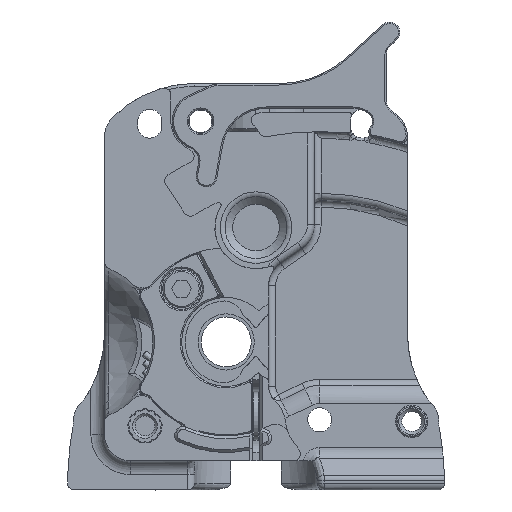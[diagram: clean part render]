
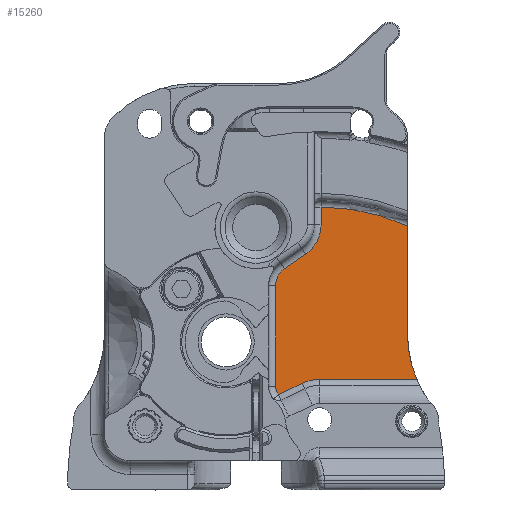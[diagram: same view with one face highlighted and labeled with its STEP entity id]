
A CAD part, left-side view. The second image highlights one B-rep face of the part: STEP entity #15260.
In plain terms, the highlighted planar face has unit normal (-1, 0, 0).
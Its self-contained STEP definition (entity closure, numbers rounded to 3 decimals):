
#568=PLANE('',#16661);
#1842=FACE_OUTER_BOUND('',#2770,.T.);
#2770=EDGE_LOOP('',(#12374,#12375,#12376,#12377,#12378,#12379,#12380,#12381,
#12382,#12383,#12384,#12385));
#3460=LINE('',#26433,#4564);
#3799=LINE('',#28904,#4903);
#3800=LINE('',#28920,#4904);
#3807=LINE('',#28964,#4911);
#3808=LINE('',#28972,#4912);
#3809=LINE('',#28980,#4913);
#4564=VECTOR('',#18377,10.);
#4903=VECTOR('',#19504,10.);
#4904=VECTOR('',#19515,10.);
#4911=VECTOR('',#19562,10.);
#4912=VECTOR('',#19573,10.);
#4913=VECTOR('',#19584,10.);
#5826=CIRCLE('',#16617,5.9);
#5828=CIRCLE('',#16621,17.095);
#5838=CIRCLE('',#16635,1.95);
#5842=CIRCLE('',#16641,3.);
#5845=CIRCLE('',#16646,5.2);
#5848=CIRCLE('',#16652,31.05);
#6613=VERTEX_POINT('',#26421);
#6614=VERTEX_POINT('',#26432);
#6998=VERTEX_POINT('',#28901);
#6999=VERTEX_POINT('',#28903);
#7000=VERTEX_POINT('',#28907);
#7001=VERTEX_POINT('',#28911);
#7012=VERTEX_POINT('',#28957);
#7013=VERTEX_POINT('',#28961);
#7014=VERTEX_POINT('',#28966);
#7015=VERTEX_POINT('',#28970);
#7016=VERTEX_POINT('',#28974);
#7017=VERTEX_POINT('',#28978);
#8281=EDGE_CURVE('',#6614,#6613,#3460,.T.);
#8877=EDGE_CURVE('',#6998,#6999,#3799,.T.);
#8880=EDGE_CURVE('',#7000,#6998,#5826,.T.);
#8882=EDGE_CURVE('',#7001,#7000,#3800,.T.);
#8885=EDGE_CURVE('',#7001,#6614,#5828,.T.);
#8900=EDGE_CURVE('',#6999,#7012,#5838,.T.);
#8904=EDGE_CURVE('',#7012,#7013,#3807,.T.);
#8906=EDGE_CURVE('',#7013,#7014,#5842,.T.);
#8908=EDGE_CURVE('',#7014,#7015,#3808,.T.);
#8910=EDGE_CURVE('',#7015,#7016,#5845,.T.);
#8912=EDGE_CURVE('',#7016,#7017,#3809,.T.);
#8914=EDGE_CURVE('',#7017,#6613,#5848,.T.);
#12374=ORIENTED_EDGE('',*,*,#8882,.F.);
#12375=ORIENTED_EDGE('',*,*,#8885,.T.);
#12376=ORIENTED_EDGE('',*,*,#8281,.T.);
#12377=ORIENTED_EDGE('',*,*,#8914,.F.);
#12378=ORIENTED_EDGE('',*,*,#8912,.F.);
#12379=ORIENTED_EDGE('',*,*,#8910,.F.);
#12380=ORIENTED_EDGE('',*,*,#8908,.F.);
#12381=ORIENTED_EDGE('',*,*,#8906,.F.);
#12382=ORIENTED_EDGE('',*,*,#8904,.F.);
#12383=ORIENTED_EDGE('',*,*,#8900,.F.);
#12384=ORIENTED_EDGE('',*,*,#8877,.F.);
#12385=ORIENTED_EDGE('',*,*,#8880,.F.);
#15260=ADVANCED_FACE('',(#1842),#568,.T.);
#16617=AXIS2_PLACEMENT_3D('',#28909,#19511,#19512);
#16621=AXIS2_PLACEMENT_3D('',#28925,#19521,#19522);
#16635=AXIS2_PLACEMENT_3D('',#28958,#19553,#19554);
#16641=AXIS2_PLACEMENT_3D('',#28968,#19567,#19568);
#16646=AXIS2_PLACEMENT_3D('',#28976,#19578,#19579);
#16652=AXIS2_PLACEMENT_3D('',#28985,#19591,#19592);
#16661=AXIS2_PLACEMENT_3D('',#29007,#19616,#19617);
#18377=DIRECTION('',(0.,0.,-1.));
#19504=DIRECTION('',(0.,-0.902,0.433));
#19511=DIRECTION('center_axis',(-1.,0.,0.));
#19512=DIRECTION('ref_axis',(0.,-0.222,-0.975));
#19515=DIRECTION('',(0.,-1.,0.));
#19521=DIRECTION('center_axis',(1.,0.,0.));
#19522=DIRECTION('ref_axis',(0.,-0.789,0.615));
#19553=DIRECTION('center_axis',(1.,0.,0.));
#19554=DIRECTION('ref_axis',(0.,-0.943,0.332));
#19562=DIRECTION('',(0.,0.,-1.));
#19567=DIRECTION('center_axis',(1.,0.,0.));
#19568=DIRECTION('ref_axis',(0.,-0.885,-0.465));
#19573=DIRECTION('',(0.,0.823,-0.568));
#19578=DIRECTION('center_axis',(-1.,0.,0.));
#19579=DIRECTION('ref_axis',(0.,0.885,0.465));
#19584=DIRECTION('',(0.,0.,-1.));
#19591=DIRECTION('center_axis',(1.,0.,0.));
#19592=DIRECTION('ref_axis',(0.,0.207,-0.978));
#19616=DIRECTION('center_axis',(-1.,0.,0.));
#19617=DIRECTION('ref_axis',(0.,1.,0.));
#26421=CARTESIAN_POINT('',(6.,177.564,-91.066));
#26432=CARTESIAN_POINT('',(6.,177.564,-75.371));
#26433=CARTESIAN_POINT('',(6.,177.564,-98.192));
#28901=CARTESIAN_POINT('',(6.,162.211,-68.097));
#28903=CARTESIAN_POINT('',(6.,158.745,-66.434));
#28904=CARTESIAN_POINT('',(6.,173.915,-73.714));
#28907=CARTESIAN_POINT('',(6.,164.764,-68.678));
#28909=CARTESIAN_POINT('Origin',(6.,164.764,-62.778));
#28911=CARTESIAN_POINT('',(6.,178.929,-68.678));
#28920=CARTESIAN_POINT('',(6.,168.196,-68.678));
#28925=CARTESIAN_POINT('Origin',(6.,194.659,-75.372));
#28957=CARTESIAN_POINT('',(6.,158.314,-67.657));
#28958=CARTESIAN_POINT('Origin',(6.,160.264,-67.657));
#28961=CARTESIAN_POINT('',(6.,158.314,-82.349));
#28964=CARTESIAN_POINT('',(6.,158.314,-85.116));
#28966=CARTESIAN_POINT('',(6.,159.611,-84.818));
#28968=CARTESIAN_POINT('Origin',(6.,161.314,-82.349));
#28970=CARTESIAN_POINT('',(6.,162.717,-86.961));
#28972=CARTESIAN_POINT('',(6.,170.346,-92.225));
#28974=CARTESIAN_POINT('',(6.,164.964,-91.241));
#28976=CARTESIAN_POINT('Origin',(6.,159.764,-91.241));
#28978=CARTESIAN_POINT('',(6.,164.964,-93.827));
#28980=CARTESIAN_POINT('',(6.,164.964,-103.702));
#28985=CARTESIAN_POINT('Origin',(6.,164.764,-62.778));
#29007=CARTESIAN_POINT('Origin',(6.,174.464,-102.576));
